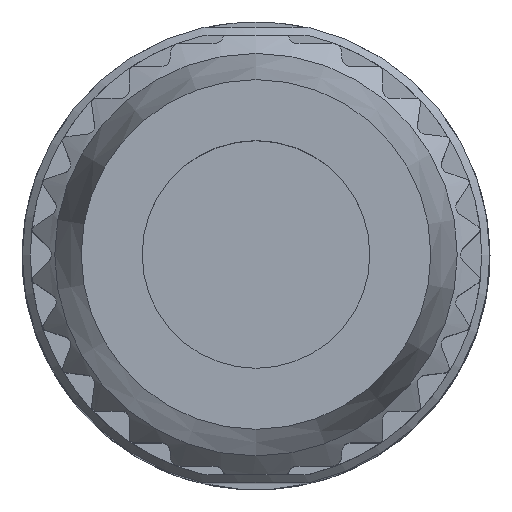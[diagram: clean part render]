
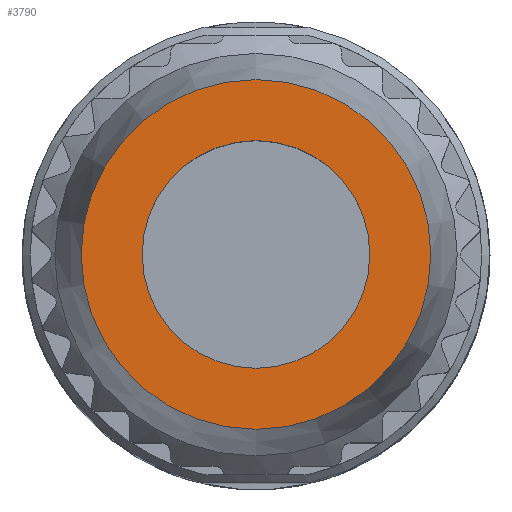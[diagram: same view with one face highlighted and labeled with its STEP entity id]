
A CAD part, top view. The second image highlights one B-rep face of the part: STEP entity #3790.
In plain terms, the highlighted planar face has unit normal (0, 0, 1).
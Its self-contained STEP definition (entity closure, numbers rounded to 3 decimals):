
#3716=FACE_BOUND('',#4947,.T.);
#3717=FACE_BOUND('',#4948,.T.);
#3790=ADVANCED_FACE('',(#3716,#3717),#4283,.T.);
#4283=PLANE('',#12396);
#4947=EDGE_LOOP('',(#5780));
#4948=EDGE_LOOP('',(#5781));
#5478=CIRCLE('',#12394,2.8);
#5479=CIRCLE('',#12395,4.3);
#5780=ORIENTED_EDGE('',*,*,#9338,.F.);
#5781=ORIENTED_EDGE('',*,*,#9339,.F.);
#8454=VERTEX_POINT('',#15240);
#8455=VERTEX_POINT('',#15242);
#9338=EDGE_CURVE('',#8454,#8454,#5478,.T.);
#9339=EDGE_CURVE('',#8455,#8455,#5479,.T.);
#12394=AXIS2_PLACEMENT_3D('',#15239,#13143,#13144);
#12395=AXIS2_PLACEMENT_3D('',#15241,#13145,#13146);
#12396=AXIS2_PLACEMENT_3D('',#15243,#13147,#13148);
#13143=DIRECTION('',(0.,0.,1.));
#13144=DIRECTION('',(1.,0.,0.));
#13145=DIRECTION('',(0.,0.,-1.));
#13146=DIRECTION('',(0.,1.,0.));
#13147=DIRECTION('',(0.,0.,1.));
#13148=DIRECTION('',(1.,0.,0.));
#15239=CARTESIAN_POINT('',(101.422,-57.925,5.6));
#15240=CARTESIAN_POINT('',(104.222,-57.925,5.6));
#15241=CARTESIAN_POINT('',(101.422,-57.925,5.6));
#15242=CARTESIAN_POINT('',(101.422,-53.625,5.6));
#15243=CARTESIAN_POINT('',(96.692,-62.655,5.6));
